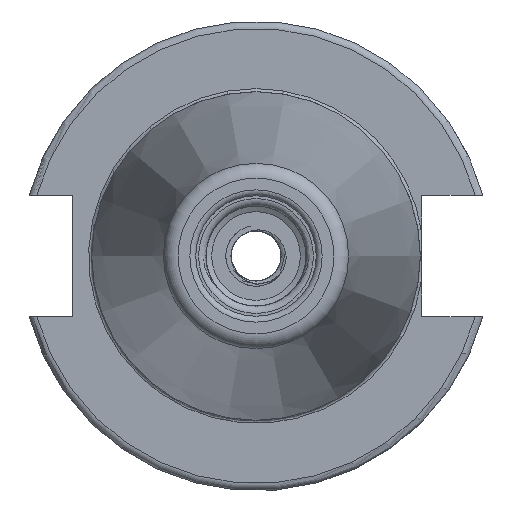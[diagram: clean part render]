
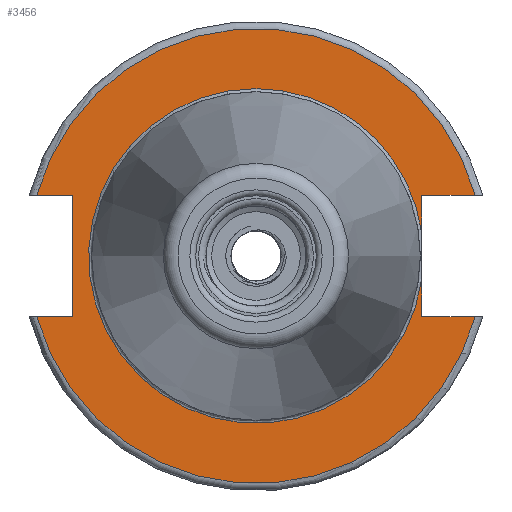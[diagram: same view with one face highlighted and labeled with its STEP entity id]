
A CAD part, left-side view. The second image highlights one B-rep face of the part: STEP entity #3456.
In plain terms, the highlighted planar face has unit normal (-1, 0, 0).
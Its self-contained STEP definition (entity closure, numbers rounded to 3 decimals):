
#75=PLANE('',#3693);
#244=FACE_OUTER_BOUND('',#435,.T.);
#435=EDGE_LOOP('',(#2866,#2867,#2868,#2869,#2870,#2871,#2872,#2873,#2874,
#2875,#2876));
#541=CIRCLE('',#3694,30.775);
#542=CIRCLE('',#3695,22.637);
#543=CIRCLE('',#3696,22.637);
#544=CIRCLE('',#3697,30.775);
#999=LINE('',#12484,#1151);
#1000=LINE('',#12488,#1152);
#1001=LINE('',#12490,#1153);
#1002=LINE('',#12496,#1154);
#1003=LINE('',#12498,#1155);
#1004=LINE('',#12502,#1156);
#1005=LINE('',#12503,#1157);
#1151=VECTOR('',#4257,10.);
#1152=VECTOR('',#4260,10.);
#1153=VECTOR('',#4261,10.);
#1154=VECTOR('',#4266,10.);
#1155=VECTOR('',#4267,10.);
#1156=VECTOR('',#4270,10.);
#1157=VECTOR('',#4271,10.);
#1477=VERTEX_POINT('',#12482);
#1478=VERTEX_POINT('',#12483);
#1479=VERTEX_POINT('',#12485);
#1480=VERTEX_POINT('',#12487);
#1481=VERTEX_POINT('',#12489);
#1482=VERTEX_POINT('',#12491);
#1483=VERTEX_POINT('',#12493);
#1484=VERTEX_POINT('',#12495);
#1485=VERTEX_POINT('',#12497);
#1486=VERTEX_POINT('',#12499);
#1487=VERTEX_POINT('',#12501);
#1973=EDGE_CURVE('',#1477,#1478,#999,.T.);
#1974=EDGE_CURVE('',#1479,#1478,#541,.T.);
#1975=EDGE_CURVE('',#1479,#1480,#1000,.T.);
#1976=EDGE_CURVE('',#1480,#1481,#1001,.T.);
#1977=EDGE_CURVE('',#1481,#1482,#542,.T.);
#1978=EDGE_CURVE('',#1482,#1483,#543,.T.);
#1979=EDGE_CURVE('',#1483,#1484,#1002,.T.);
#1980=EDGE_CURVE('',#1484,#1485,#1003,.T.);
#1981=EDGE_CURVE('',#1486,#1485,#544,.T.);
#1982=EDGE_CURVE('',#1486,#1487,#1004,.T.);
#1983=EDGE_CURVE('',#1487,#1477,#1005,.T.);
#2866=ORIENTED_EDGE('',*,*,#1973,.T.);
#2867=ORIENTED_EDGE('',*,*,#1974,.F.);
#2868=ORIENTED_EDGE('',*,*,#1975,.T.);
#2869=ORIENTED_EDGE('',*,*,#1976,.T.);
#2870=ORIENTED_EDGE('',*,*,#1977,.T.);
#2871=ORIENTED_EDGE('',*,*,#1978,.T.);
#2872=ORIENTED_EDGE('',*,*,#1979,.T.);
#2873=ORIENTED_EDGE('',*,*,#1980,.T.);
#2874=ORIENTED_EDGE('',*,*,#1981,.F.);
#2875=ORIENTED_EDGE('',*,*,#1982,.T.);
#2876=ORIENTED_EDGE('',*,*,#1983,.T.);
#3456=ADVANCED_FACE('',(#244),#75,.T.);
#3693=AXIS2_PLACEMENT_3D('',#12481,#4255,#4256);
#3694=AXIS2_PLACEMENT_3D('',#12486,#4258,#4259);
#3695=AXIS2_PLACEMENT_3D('',#12492,#4262,#4263);
#3696=AXIS2_PLACEMENT_3D('',#12494,#4264,#4265);
#3697=AXIS2_PLACEMENT_3D('',#12500,#4268,#4269);
#4255=DIRECTION('center_axis',(-1.,0.,0.));
#4256=DIRECTION('ref_axis',(0.,0.,1.));
#4257=DIRECTION('',(0.,1.,0.));
#4258=DIRECTION('center_axis',(1.,0.,0.));
#4259=DIRECTION('ref_axis',(0.,0.,-1.));
#4260=DIRECTION('',(0.,1.,0.));
#4261=DIRECTION('',(0.,0.,1.));
#4262=DIRECTION('center_axis',(1.,0.,0.));
#4263=DIRECTION('ref_axis',(0.,0.,-1.));
#4264=DIRECTION('center_axis',(1.,0.,0.));
#4265=DIRECTION('ref_axis',(0.,0.,-1.));
#4266=DIRECTION('',(0.,0.,1.));
#4267=DIRECTION('',(0.,-1.,0.));
#4268=DIRECTION('center_axis',(1.,0.,0.));
#4269=DIRECTION('ref_axis',(0.,0.,-1.));
#4270=DIRECTION('',(0.,-1.,0.));
#4271=DIRECTION('',(0.,0.,-1.));
#12481=CARTESIAN_POINT('Origin',(1.,30.775,0.));
#12482=CARTESIAN_POINT('',(1.,24.8,-8.19));
#12483=CARTESIAN_POINT('',(1.,29.665,-8.19));
#12484=CARTESIAN_POINT('',(1.,40.288,-8.19));
#12485=CARTESIAN_POINT('',(1.,-29.665,-8.19));
#12486=CARTESIAN_POINT('Origin',(1.,0.,
0.));
#12487=CARTESIAN_POINT('',(1.,-22.41,-8.19));
#12488=CARTESIAN_POINT('',(1.,4.183,-8.19));
#12489=CARTESIAN_POINT('',(1.,-22.41,-3.198));
#12490=CARTESIAN_POINT('',(1.,-22.41,4.095));
#12491=CARTESIAN_POINT('',(1.,0.,22.637));
#12492=CARTESIAN_POINT('Origin',(1.,0.,
0.));
#12493=CARTESIAN_POINT('',(1.,-22.41,3.198));
#12494=CARTESIAN_POINT('Origin',(1.,0.,
0.));
#12495=CARTESIAN_POINT('',(1.,-22.41,8.19));
#12496=CARTESIAN_POINT('',(1.,-22.41,4.095));
#12497=CARTESIAN_POINT('',(1.,-29.665,8.19));
#12498=CARTESIAN_POINT('',(1.,-8.317,8.19));
#12499=CARTESIAN_POINT('',(1.,29.665,8.19));
#12500=CARTESIAN_POINT('Origin',(1.,0.,
0.));
#12501=CARTESIAN_POINT('',(1.,24.8,8.19));
#12502=CARTESIAN_POINT('',(1.,27.788,8.19));
#12503=CARTESIAN_POINT('',(1.,24.8,-4.095));
